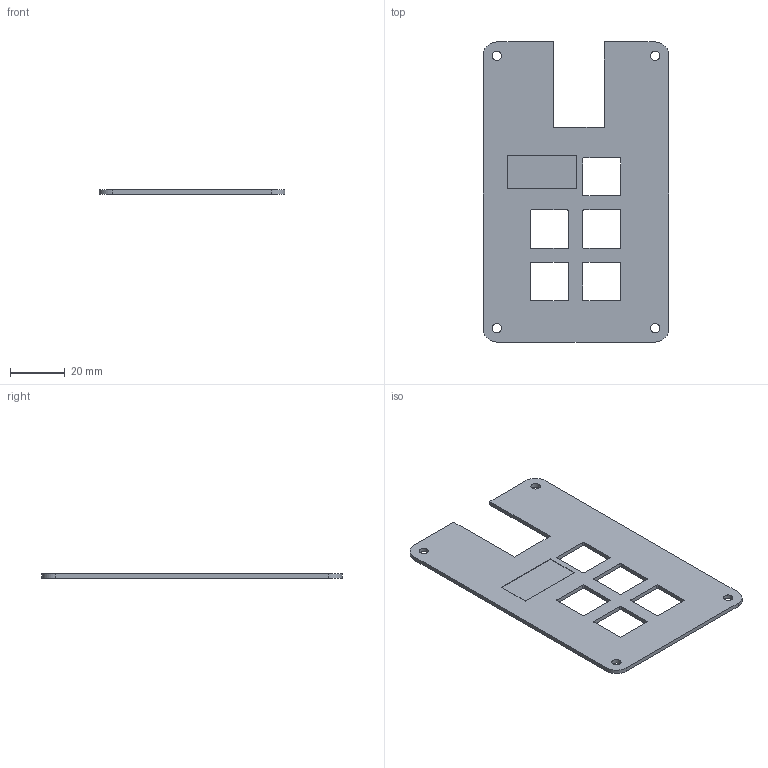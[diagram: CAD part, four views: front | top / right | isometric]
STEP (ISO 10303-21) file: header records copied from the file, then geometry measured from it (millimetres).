
FILE_DESCRIPTION(/* description */ (''),/* implementation_level */ '2;1');
FILE_NAME(/* name */ 'Top File _ 2.step',/* time_stamp */ '2025-07-10T08:55:53-07:00',/* author */ (''),/* organization */ (''),/* preprocessor_version */ 'ST-DEVELOPER v20.1',/* originating_system */ 'Autodesk Translation Framework v14.10.0.0',/* authorisation */ '');
FILE_SCHEMA (('AUTOMOTIVE_DESIGN { 1 0 10303 214 3 1 1 }'));
Length unit declared in the file: millimetre
Products named in the file (1): Top
Bounding box: 67.6 x 109.23 x 1.5 mm (x, y, z)
Volume: 8598.7 mm3; surface area: 12650.8 mm2
Topology: 1 solids, 1 shells, 63 faces, 180 edges, 120 vertices
Faces by surface type: plane 35, cylinder 28
Full cylindrical faces by diameter (mm): 3.4 x4
Entity records: 2146 total; most frequent: DIRECTION 364, CARTESIAN_POINT 364, ORIENTED_EDGE 360, EDGE_CURVE 180, LINE 124, VECTOR 124, VERTEX_POINT 120, AXIS2_PLACEMENT_3D 120
